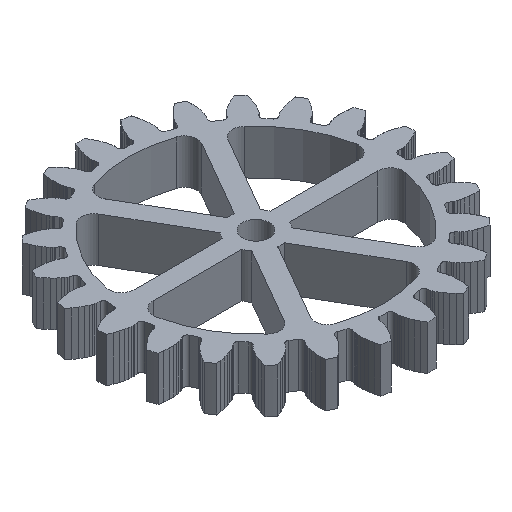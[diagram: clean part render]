
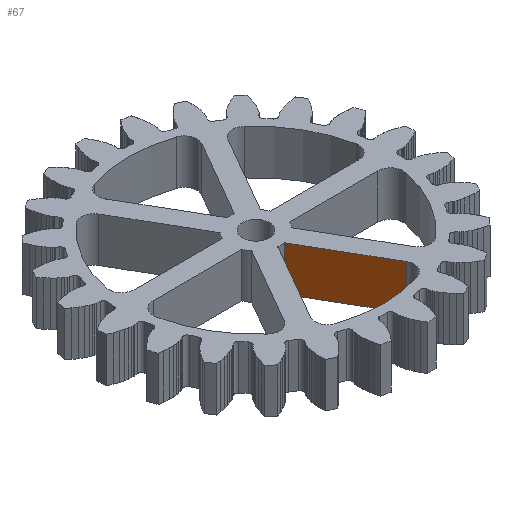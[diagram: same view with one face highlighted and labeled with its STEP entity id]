
A CAD part, isometric view. The second image highlights one B-rep face of the part: STEP entity #67.
In plain terms, the highlighted planar face has unit normal (-0.866, -0.5, 0).
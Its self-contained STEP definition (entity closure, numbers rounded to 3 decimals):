
#67=ADVANCED_FACE('',(#776),#778,.T.);
#776=FACE_BOUND('',#777,.T.);
#777=EDGE_LOOP('',(#5812,#5813,#5814,#5815));
#778=PLANE('',#779);
#779=AXIS2_PLACEMENT_3D('',#780,#781,#782);
#780=CARTESIAN_POINT('',(0.103,-3.178,0.));
#781=DIRECTION('',(-0.866,-0.5,0.));
#782=DIRECTION('',(0.5,-0.866,0.));
#5812=ORIENTED_EDGE('',*,*,#9161,.T.);
#5813=ORIENTED_EDGE('',*,*,#8541,.F.);
#5814=ORIENTED_EDGE('',*,*,#9141,.T.);
#5815=ORIENTED_EDGE('',*,*,#9102,.T.);
#8541=EDGE_CURVE('',#10773,#10765,#10775,.T.);
#9102=EDGE_CURVE('',#11897,#11894,#11898,.T.);
#9141=EDGE_CURVE('',#10773,#11897,#11965,.F.);
#9161=EDGE_CURVE('',#11894,#10765,#11985,.T.);
#10765=VERTEX_POINT('',#14733);
#10773=VERTEX_POINT('',#14752);
#10775=LINE('',#14757,#14758);
#11894=VERTEX_POINT('',#17089);
#11897=VERTEX_POINT('',#17095);
#11898=LINE('',#17096,#17097);
#11965=LINE('',#17261,#17262);
#11985=LINE('',#17321,#17322);
#14733=CARTESIAN_POINT('',(7.529,-16.041,7.));
#14752=CARTESIAN_POINT('',(0.555,-3.961,7.));
#14757=CARTESIAN_POINT('',(0.555,-3.961,7.));
#14758=VECTOR('',#14759,1.);
#14759=DIRECTION('',(0.5,-0.866,0.));
#17089=CARTESIAN_POINT('',(7.529,-16.041,0.));
#17095=CARTESIAN_POINT('',(0.555,-3.961,0.));
#17096=CARTESIAN_POINT('',(0.555,-3.961,0.));
#17097=VECTOR('',#17098,1.);
#17098=DIRECTION('',(0.5,-0.866,0.));
#17261=CARTESIAN_POINT('',(0.555,-3.961,0.));
#17262=VECTOR('',#17263,1.);
#17263=DIRECTION('',(0.,0.,1.));
#17321=CARTESIAN_POINT('',(7.529,-16.041,0.));
#17322=VECTOR('',#17323,1.);
#17323=DIRECTION('',(0.,0.,1.));
